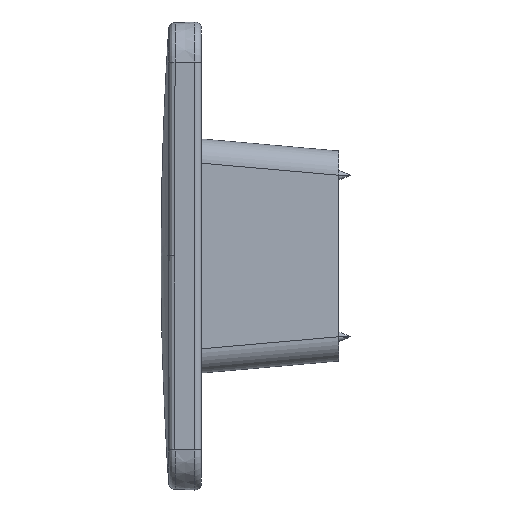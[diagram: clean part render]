
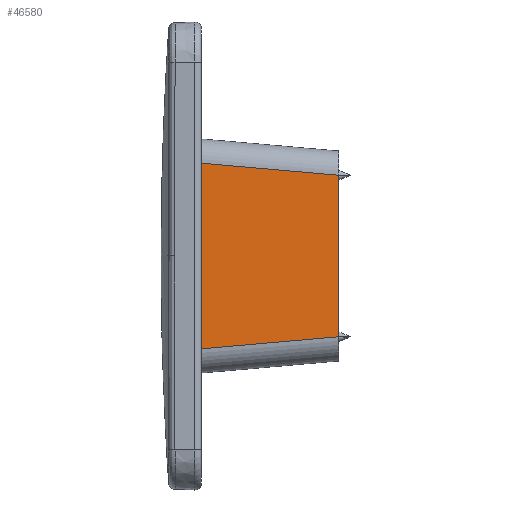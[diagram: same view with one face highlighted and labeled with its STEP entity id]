
A CAD part, left-side view. The second image highlights one B-rep face of the part: STEP entity #46580.
In plain terms, the highlighted planar face has unit normal (-0.999, -0.035, 0).
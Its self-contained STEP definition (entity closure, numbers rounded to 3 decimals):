
#1330=CARTESIAN_POINT('',(-79.278,-0.105,
-40.477));
#1340=DIRECTION('',(0.035,-0.996,
0.087));
#1350=VECTOR('',#1340,1.);
#1360=LINE('',#1330,#1350);
#1370=CARTESIAN_POINT('',(-79.361,2.275,
-40.685));
#1380=VERTEX_POINT('',#1370);
#1390=CARTESIAN_POINT('',(-78.688,-17.,
-38.999));
#1400=VERTEX_POINT('',#1390);
#1410=EDGE_CURVE('',#1380,#1400,#1360,.T.);
#44610=CARTESIAN_POINT('',(-79.357,2.17,
-17.325));
#44620=VERTEX_POINT('',#44610);
#44710=CARTESIAN_POINT('',(-78.688,-17.,
-19.002));
#44720=VERTEX_POINT('',#44710);
#44750=CARTESIAN_POINT('',(-79.278,-0.105,
-17.524));
#44760=DIRECTION('',(0.035,-0.996,
-0.087));
#44770=VECTOR('',#44760,1.);
#44780=LINE('',#44750,#44770);
#44790=EDGE_CURVE('',#44620,#44720,#44780,.T.);
#45490=CARTESIAN_POINT('',(-79.321,1.139,-41.));
#45500=DIRECTION('',(-0.999,-0.035,
0.));
#45510=DIRECTION('',(0.,0.,1.));
#45520=AXIS2_PLACEMENT_3D('',#45490,#45500,#45510);
#45530=PLANE('',#45520);
#45540=CARTESIAN_POINT('',(-79.357,2.17,
-17.325));
#45550=CARTESIAN_POINT('',(-79.357,2.17,
-17.349));
#45560=CARTESIAN_POINT('',(-79.357,2.171,
-17.372));
#45570=CARTESIAN_POINT('',(-79.357,2.178,
-17.721));
#45580=CARTESIAN_POINT('',(-79.358,2.185,
-18.047));
#45590=CARTESIAN_POINT('',(-79.358,2.194,
-18.471));
#45600=CARTESIAN_POINT('',(-79.358,2.196,
-18.57));
#45610=CARTESIAN_POINT('',(-79.358,2.199,
-18.718));
#45620=CARTESIAN_POINT('',(-79.358,2.2,
-18.767));
#45630=CARTESIAN_POINT('',(-79.358,2.202,
-18.866));
#45640=CARTESIAN_POINT('',(-79.358,2.203,
-18.915));
#45650=CARTESIAN_POINT('',(-79.358,2.208,
-19.162));
#45660=CARTESIAN_POINT('',(-79.359,2.211,
-19.359));
#45670=CARTESIAN_POINT('',(-79.359,2.223,
-19.951));
#45680=CARTESIAN_POINT('',(-79.359,2.229,
-20.345));
#45690=CARTESIAN_POINT('',(-79.36,2.243,
-21.134));
#45700=CARTESIAN_POINT('',(-79.36,2.249,
-21.529));
#45710=CARTESIAN_POINT('',(-79.36,2.261,
-22.318));
#45720=CARTESIAN_POINT('',(-79.36,2.266,
-22.712));
#45730=CARTESIAN_POINT('',(-79.361,2.275,
-23.372));
#45740=CARTESIAN_POINT('',(-79.361,2.279,
-23.636));
#45750=CARTESIAN_POINT('',(-79.361,2.285,
-24.166));
#45760=CARTESIAN_POINT('',(-79.361,2.289,
-24.431));
#45770=CARTESIAN_POINT('',(-79.361,2.295,
-24.96));
#45780=CARTESIAN_POINT('',(-79.362,2.298,
-25.225));
#45790=CARTESIAN_POINT('',(-79.362,2.305,
-25.754));
#45800=CARTESIAN_POINT('',(-79.362,2.308,
-26.019));
#45810=CARTESIAN_POINT('',(-79.362,2.314,
-26.548));
#45820=CARTESIAN_POINT('',(-79.362,2.316,
-26.813));
#45830=CARTESIAN_POINT('',(-79.362,2.322,
-27.342));
#45840=CARTESIAN_POINT('',(-79.362,2.325,
-27.607));
#45850=CARTESIAN_POINT('',(-79.363,2.33,
-28.137));
#45860=CARTESIAN_POINT('',(-79.363,2.332,
-28.401));
#45870=CARTESIAN_POINT('',(-79.363,2.335,
-28.726));
#45880=CARTESIAN_POINT('',(-79.363,2.336,
-28.786));
#45890=CARTESIAN_POINT('',(-79.363,2.337,
-28.87));
#45900=CARTESIAN_POINT('',(-79.363,2.337,
-28.894));
#45910=CARTESIAN_POINT('',(-79.363,2.337,
-28.918));
#45920=B_SPLINE_CURVE_WITH_KNOTS('',3,(#45540,#45550,#45560,#45570,
#45580,#45590,#45600,#45610,#45620,#45630,#45640,#45650,#45660,#45670,
#45680,#45690,#45700,#45710,#45720,#45730,#45740,#45750,#45760,#45770,
#45780,#45790,#45800,#45810,#45820,#45830,#45840,#45850,#45860,#45870,
#45880,#45890,#45900,#45910),.UNSPECIFIED.,.F.,.F.,(4,2,2,2,2,2,2,2,2,2,
2,2,2,2,2,2,2,2,4),(0.,0.071,1.048,
1.344,1.492,1.64,2.232,
3.417,4.601,5.785,6.579,
7.374,8.168,8.962,9.757,
10.551,11.345,11.526,11.597),
.UNSPECIFIED.);
#45930=CARTESIAN_POINT('',(-79.363,2.337,
-28.918));
#45940=VERTEX_POINT('',#45930);
#45950=EDGE_CURVE('',#44620,#45940,#45920,.T.);
#45960=ORIENTED_EDGE('',*,*,#45950,.T.);
#45970=ORIENTED_EDGE('',*,*,#44790,.F.);
#45980=CARTESIAN_POINT('',(-78.688,-17.,0.));
#45990=DIRECTION('',(0.,0.,1.));
#46000=VECTOR('',#45990,1.);
#46010=LINE('',#45980,#46000);
#46020=EDGE_CURVE('',#1400,#44720,#46010,.T.);
#46030=ORIENTED_EDGE('',*,*,#46020,.T.);
#46040=ORIENTED_EDGE('',*,*,#1410,.T.);
#46050=CARTESIAN_POINT('',(-79.363,2.337,
-28.918));
#46060=CARTESIAN_POINT('',(-79.363,2.337,
-28.942));
#46070=CARTESIAN_POINT('',(-79.363,2.337,
-28.966));
#46080=CARTESIAN_POINT('',(-79.363,2.338,
-29.023));
#46090=CARTESIAN_POINT('',(-79.363,2.338,
-29.056));
#46100=CARTESIAN_POINT('',(-79.363,2.339,
-29.155));
#46110=CARTESIAN_POINT('',(-79.363,2.34,
-29.221));
#46120=CARTESIAN_POINT('',(-79.363,2.342,
-29.55));
#46130=CARTESIAN_POINT('',(-79.363,2.344,
-29.814));
#46140=CARTESIAN_POINT('',(-79.363,2.35,
-30.605));
#46150=CARTESIAN_POINT('',(-79.363,2.354,
-31.132));
#46160=CARTESIAN_POINT('',(-79.364,2.358,
-31.923));
#46170=CARTESIAN_POINT('',(-79.364,2.359,
-32.187));
#46180=CARTESIAN_POINT('',(-79.364,2.361,
-32.714));
#46190=CARTESIAN_POINT('',(-79.364,2.361,
-32.978));
#46200=CARTESIAN_POINT('',(-79.364,2.362,
-33.505));
#46210=CARTESIAN_POINT('',(-79.364,2.363,
-33.769));
#46220=CARTESIAN_POINT('',(-79.364,2.363,
-34.296));
#46230=CARTESIAN_POINT('',(-79.364,2.363,
-34.56));
#46240=CARTESIAN_POINT('',(-79.364,2.362,
-35.012));
#46250=CARTESIAN_POINT('',(-79.364,2.361,
-35.201));
#46260=CARTESIAN_POINT('',(-79.364,2.36,
-35.579));
#46270=CARTESIAN_POINT('',(-79.364,2.359,
-35.768));
#46280=CARTESIAN_POINT('',(-79.364,2.357,
-36.146));
#46290=CARTESIAN_POINT('',(-79.364,2.356,
-36.335));
#46300=CARTESIAN_POINT('',(-79.363,2.353,
-36.713));
#46310=CARTESIAN_POINT('',(-79.363,2.351,
-36.902));
#46320=CARTESIAN_POINT('',(-79.363,2.347,
-37.28));
#46330=CARTESIAN_POINT('',(-79.363,2.345,
-37.469));
#46340=CARTESIAN_POINT('',(-79.363,2.339,
-37.847));
#46350=CARTESIAN_POINT('',(-79.363,2.336,
-38.036));
#46360=CARTESIAN_POINT('',(-79.363,2.33,
-38.414));
#46370=CARTESIAN_POINT('',(-79.363,2.326,
-38.602));
#46380=CARTESIAN_POINT('',(-79.362,2.321,
-38.815));
#46390=CARTESIAN_POINT('',(-79.362,2.321,
-38.839));
#46400=CARTESIAN_POINT('',(-79.362,2.32,
-38.886));
#46410=CARTESIAN_POINT('',(-79.362,2.319,
-38.909));
#46420=CARTESIAN_POINT('',(-79.362,2.318,
-38.98));
#46430=CARTESIAN_POINT('',(-79.362,2.316,
-39.028));
#46440=CARTESIAN_POINT('',(-79.362,2.313,
-39.169));
#46450=CARTESIAN_POINT('',(-79.362,2.311,
-39.264));
#46460=CARTESIAN_POINT('',(-79.362,2.3,
-39.736));
#46470=CARTESIAN_POINT('',(-79.361,2.29,
-40.114));
#46480=CARTESIAN_POINT('',(-79.361,2.279,
-40.533));
#46490=CARTESIAN_POINT('',(-79.361,2.278,
-40.573));
#46500=CARTESIAN_POINT('',(-79.361,2.276,
-40.638));
#46510=CARTESIAN_POINT('',(-79.361,2.276,
-40.662));
#46520=CARTESIAN_POINT('',(-79.361,2.275,
-40.685));
#46530=B_SPLINE_CURVE_WITH_KNOTS('',3,(#46050,#46060,#46070,#46080,
#46090,#46100,#46110,#46120,#46130,#46140,#46150,#46160,#46170,#46180,
#46190,#46200,#46210,#46220,#46230,#46240,#46250,#46260,#46270,#46280,
#46290,#46300,#46310,#46320,#46330,#46340,#46350,#46360,#46370,#46380,
#46390,#46400,#46410,#46420,#46430,#46440,#46450,#46460,#46470,#46480,
#46490,#46500,#46510,#46520),.UNSPECIFIED.,.F.,.F.,(4,2,2,2,2,2,2,2,2,2,
2,2,2,2,2,2,2,2,2,2,2,2,2,4),(0.,0.072,0.171,
0.369,1.16,2.743,3.534,
4.325,5.117,5.908,6.476,
7.043,7.611,8.178,8.746,
9.314,9.882,9.953,10.024,
10.166,10.449,11.584,11.707,
11.777),.UNSPECIFIED.);
#46540=EDGE_CURVE('',#45940,#1380,#46530,.T.);
#46550=ORIENTED_EDGE('',*,*,#46540,.T.);
#46560=EDGE_LOOP('',(#46550,#46040,#46030,#45970,#45960));
#46570=FACE_OUTER_BOUND('',#46560,.T.);
#46580=ADVANCED_FACE('',(#46570),#45530,.T.);
